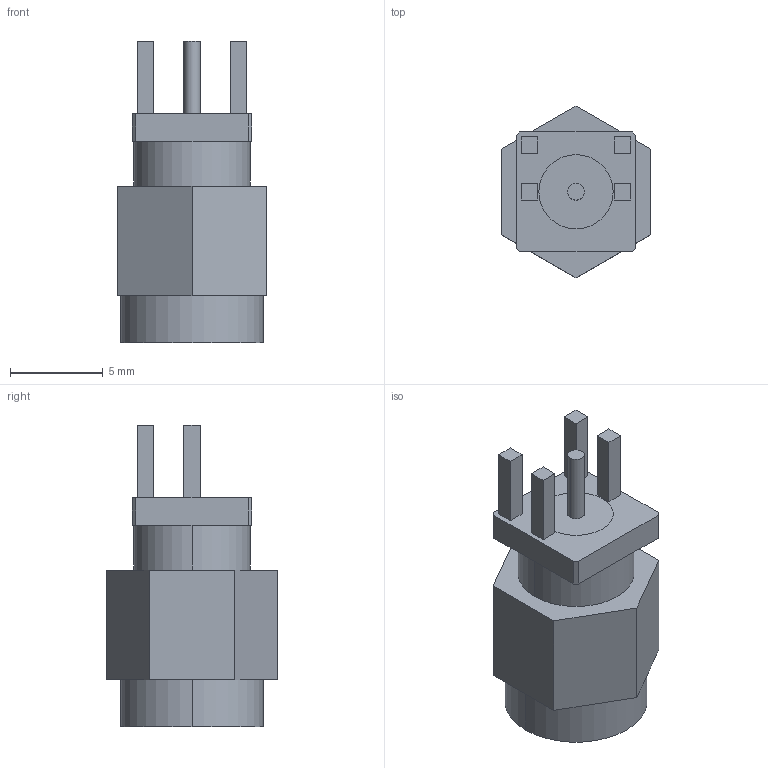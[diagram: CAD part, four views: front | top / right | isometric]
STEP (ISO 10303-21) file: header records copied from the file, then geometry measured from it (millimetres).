
FILE_DESCRIPTION (( 'STEP AP203' ), '1' );
FILE_NAME ('SMA_1.STEP', '2021-11-03T14:13:58', ( '' ), ( '' ), 'SwSTEP 2.0', 'SolidWorks 2021', '' );
FILE_SCHEMA (( 'CONFIG_CONTROL_DESIGN' ));
Length unit declared in the file: millimetre
Products named in the file (1): SMA_1
Bounding box: 8 x 9.24 x 16.24 mm (x, y, z)
Volume: 432.7 mm3; surface area: 713.6 mm2
Topology: 1 solids, 1 shells, 74 faces, 175 edges, 115 vertices
Faces by surface type: plane 46, cylinder 23, bspline 5
Entity records: 3033 total; most frequent: CARTESIAN_POINT 1328, ORIENTED_EDGE 350, DIRECTION 307, EDGE_CURVE 175, LINE 115, VERTEX_POINT 115, VECTOR 115, AXIS2_PLACEMENT_3D 96
